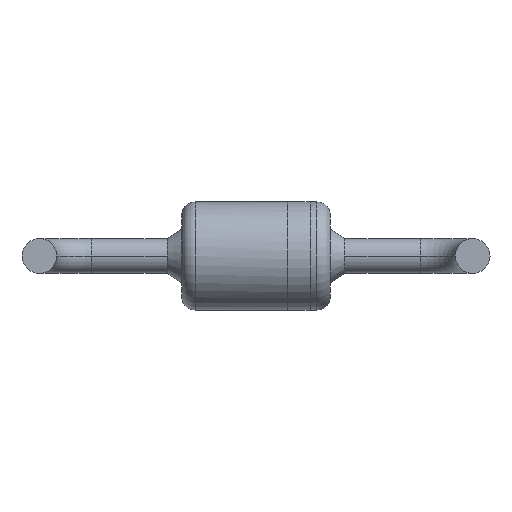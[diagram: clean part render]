
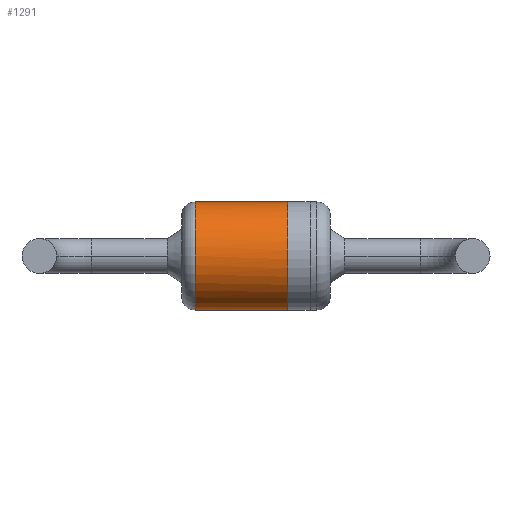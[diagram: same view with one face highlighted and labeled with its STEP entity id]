
A CAD part, front view. The second image highlights one B-rep face of the part: STEP entity #1291.
In plain terms, the highlighted cylindrical face has radius 0.792 mm (diameter 1.585 mm), a partial arc.
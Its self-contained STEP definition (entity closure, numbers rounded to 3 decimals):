
#67 = LINE ( 'NONE', #294, #3117 ) ;
#234 = CARTESIAN_POINT ( 'NONE',  ( 3.642, 1.585, 0.793 ) ) ;
#294 = CARTESIAN_POINT ( 'NONE',  ( 1.875, 1.792, 0.793 ) ) ;
#313 = AXIS2_PLACEMENT_3D ( 'NONE', #3769, #726, #705 ) ;
#461 = VERTEX_POINT ( 'NONE', #2745 ) ;
#705 = DIRECTION ( 'NONE',  ( 0., 0., 1. ) ) ;
#726 = DIRECTION ( 'NONE',  ( -1., 0., 0. ) ) ;
#813 = EDGE_CURVE ( 'NONE', #2032, #1478, #67, .T. ) ;
#942 = DIRECTION ( 'NONE',  ( 0., 0., 1. ) ) ;
#1237 = LINE ( 'NONE', #1616, #3347 ) ;
#1291 = ADVANCED_FACE ( 'NONE', ( #1354 ), #3471, .T. ) ;
#1354 = FACE_OUTER_BOUND ( 'NONE', #2693, .T. ) ;
#1478 = VERTEX_POINT ( 'NONE', #3998 ) ;
#1563 = CARTESIAN_POINT ( 'NONE',  ( 3.642, 1.085, 0.414 ) ) ;
#1616 = CARTESIAN_POINT ( 'NONE',  ( 1.875, 1.792, -0.793 ) ) ;
#1900 = CARTESIAN_POINT ( 'NONE',  ( 3.642, 1., -0.207 ) ) ;
#1922 = CARTESIAN_POINT ( 'NONE',  ( 3.642, 1.585, -0.793 ) ) ;
#2032 = VERTEX_POINT ( 'NONE', #2889 ) ;
#2136 = B_SPLINE_CURVE_WITH_KNOTS ( 'NONE', 3,
 ( #2597, #1922, #2922, #3912, #1900, #2983, #1563, #4348, #234, #4328 ),
 .UNSPECIFIED., .F., .F.,
 ( 4, 2, 2, 2, 4 ),
 ( 0.5, 0.625, 0.75, 0.875, 1. ),
 .UNSPECIFIED. ) ;
#2230 = ORIENTED_EDGE ( 'NONE', *, *, #2877, .F. ) ;
#2597 = CARTESIAN_POINT ( 'NONE',  ( 3.642, 1.792, -0.793 ) ) ;
#2693 = EDGE_LOOP ( 'NONE', ( #2230, #4279, #3753, #4215 ) ) ;
#2745 = CARTESIAN_POINT ( 'NONE',  ( 3.642, 1.792, -0.793 ) ) ;
#2804 = VERTEX_POINT ( 'NONE', #4341 ) ;
#2877 = EDGE_CURVE ( 'NONE', #461, #2804, #1237, .T. ) ;
#2889 = CARTESIAN_POINT ( 'NONE',  ( 3.642, 1.792, 0.793 ) ) ;
#2922 = CARTESIAN_POINT ( 'NONE',  ( 3.642, 1.379, -0.707 ) ) ;
#2983 = CARTESIAN_POINT ( 'NONE',  ( 3.642, 1., 0.207 ) ) ;
#2996 = CARTESIAN_POINT ( 'NONE',  ( 2.283, 1.792, 0. ) ) ;
#3006 = CIRCLE ( 'NONE', #4133, 0.793 ) ;
#3117 = VECTOR ( 'NONE', #3404, 1000. ) ;
#3288 = DIRECTION ( 'NONE',  ( -1., 0., 0. ) ) ;
#3347 = VECTOR ( 'NONE', #3288, 1000. ) ;
#3404 = DIRECTION ( 'NONE',  ( -1., 0., 0. ) ) ;
#3465 = EDGE_CURVE ( 'NONE', #461, #2032, #2136, .T. ) ;
#3471 = CYLINDRICAL_SURFACE ( 'NONE', #313, 0.793 ) ;
#3753 = ORIENTED_EDGE ( 'NONE', *, *, #813, .T. ) ;
#3769 = CARTESIAN_POINT ( 'NONE',  ( 1.875, 1.792, 0. ) ) ;
#3912 = CARTESIAN_POINT ( 'NONE',  ( 3.642, 1.085, -0.414 ) ) ;
#3998 = CARTESIAN_POINT ( 'NONE',  ( 2.283, 1.792, 0.793 ) ) ;
#4133 = AXIS2_PLACEMENT_3D ( 'NONE', #2996, #4339, #942 ) ;
#4148 = EDGE_CURVE ( 'NONE', #2804, #1478, #3006, .T. ) ;
#4215 = ORIENTED_EDGE ( 'NONE', *, *, #4148, .F. ) ;
#4279 = ORIENTED_EDGE ( 'NONE', *, *, #3465, .T. ) ;
#4328 = CARTESIAN_POINT ( 'NONE',  ( 3.642, 1.792, 0.793 ) ) ;
#4339 = DIRECTION ( 'NONE',  ( -1., 0., 0. ) ) ;
#4341 = CARTESIAN_POINT ( 'NONE',  ( 2.283, 1.792, -0.793 ) ) ;
#4348 = CARTESIAN_POINT ( 'NONE',  ( 3.642, 1.379, 0.707 ) ) ;
